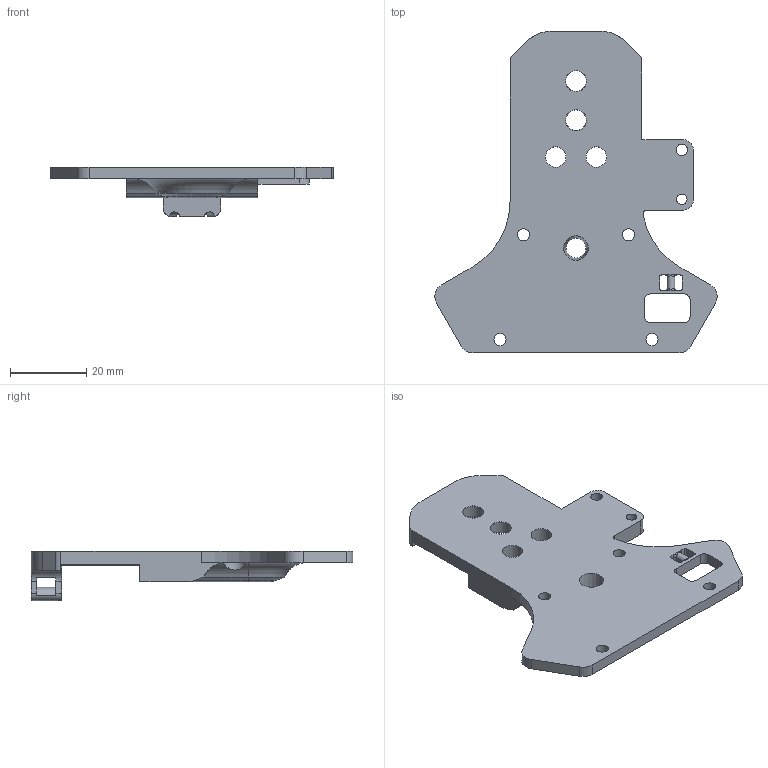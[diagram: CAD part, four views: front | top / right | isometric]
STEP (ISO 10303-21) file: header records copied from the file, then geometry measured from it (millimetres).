
FILE_DESCRIPTION(/* description */ ('STEP AP242 Edition 2','CAx-IF Rec.Pracs.---Representation and Presentation of Product Manufacturing Information (PMI)---4.0---2014-10-13','CAx-IF Rec.Pracs.---3D Tessellated Geometry---0.4---2014-09-14','2;1','CAx-IF Rec.Pracs.---User Defined Attributes---1.5---2016-08-15'),/* implementation_level */ '2;1');
FILE_NAME(/* name */ '69241eb253e34175bda8621b',/* time_stamp */ '2025-11-24T09:00:34Z',/* author */ (''),/* organization */ (''),/* preprocessor_version */ 'ST-DEVELOPER v20',/* originating_system */ 'ONSHAPE BY PTC INC, 1.207',/* authorisation */ ' ');
FILE_SCHEMA (('AP242_MANAGED_MODEL_BASED_3D_ENGINEERING_MIM_LF { 1 0 10303 442 3 1 4 }'));
Length unit declared in the file: metre
Products named in the file (1): carriage_Carriage Back Plate
Bounding box: 74.3 x 84.67 x 13 mm (x, y, z)
Volume: 17470.5 mm3; surface area: 10737.9 mm2
Topology: 1 solids, 1 shells, 285 faces, 808 edges, 529 vertices
Faces by surface type: plane 128, cylinder 98, bspline 45, cone 8, torus 6
Full cylindrical faces by diameter (mm): 2.75 x1, 3 x1, 3.2 x4, 5.2 x1, 5.4 x4
Entity records: 11539 total; most frequent: CARTESIAN_POINT 4302, ORIENTED_EDGE 1564, DIRECTION 1384, EDGE_CURVE 782, VERTEX_POINT 525, LINE 468, VECTOR 468, AXIS2_PLACEMENT_3D 458
